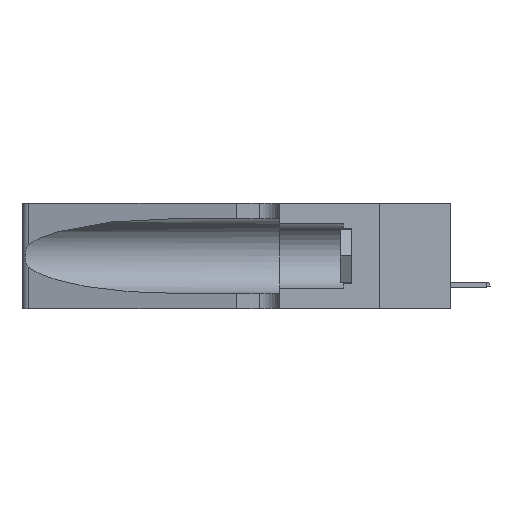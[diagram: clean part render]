
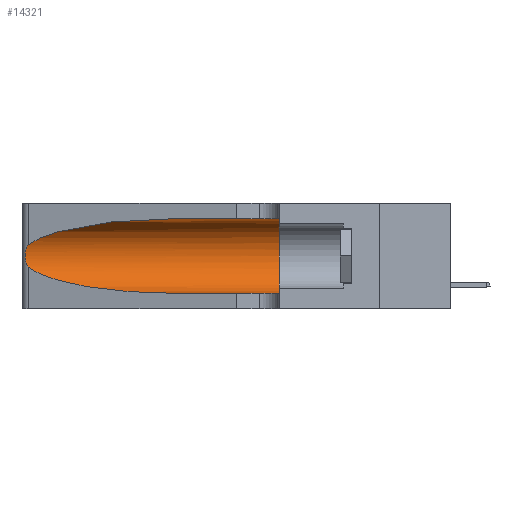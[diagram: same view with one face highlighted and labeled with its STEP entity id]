
A CAD part, left-side view. The second image highlights one B-rep face of the part: STEP entity #14321.
In plain terms, the highlighted cylindrical face has radius 3.308 mm (diameter 6.617 mm), a partial arc.
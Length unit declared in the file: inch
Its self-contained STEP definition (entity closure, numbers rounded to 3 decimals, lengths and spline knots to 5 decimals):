
#911 = CARTESIAN_POINT ( 'NONE',  ( 0.25555, 1.22994, 0.2215 ) ) ;
#2224 = ORIENTED_EDGE ( 'NONE', *, *, #29071, .F. ) ;
#2629 = EDGE_CURVE ( 'NONE', #32991, #38828, #35527, .T. ) ;
#2844 = DIRECTION ( 'NONE',  ( 0., 0., -1. ) ) ;
#4773 = ORIENTED_EDGE ( 'NONE', *, *, #2629, .T. ) ;
#5620 = CARTESIAN_POINT ( 'NONE',  ( 0.2373, 1.15595, 0.28018 ) ) ;
#6126 = CYLINDRICAL_SURFACE ( 'NONE', #26200, 0.13025 ) ;
#6559 = VERTEX_POINT ( 'NONE', #38465 ) ;
#6809 = DIRECTION ( 'NONE',  ( 0., -1., 0. ) ) ;
#7015 = LINE ( 'NONE', #29951, #42311 ) ;
#7669 = CARTESIAN_POINT ( 'NONE',  ( 0.26075, 1.23896, 0.178 ) ) ;
#9019 = ORIENTED_EDGE ( 'NONE', *, *, #22831, .T. ) ;
#9250 = VECTOR ( 'NONE', #36118, 39.37008 ) ;
#10209 = CARTESIAN_POINT ( 'NONE',  ( 0.1305, 0.35, 0.185 ) ) ;
#10432 = DIRECTION ( 'NONE',  ( 0., 1., 0. ) ) ;
#10867 = B_SPLINE_CURVE_WITH_KNOTS ( 'NONE', 3,
 ( #30777, #911, #14232, #27513, #40834, #10964, #37560, #7669, #16159, #41898, #22457, #22032, #12039, #42116 ),
 .UNSPECIFIED., .F., .F.,
 ( 4, 2, 2, 2, 2, 2, 4 ),
 ( 0., 0.00027, 0.00053, 0.00107, 0.0016, 0.00187, 0.00214 ),
 .UNSPECIFIED. ) ;
#10964 = CARTESIAN_POINT ( 'NONE',  ( 0.26018, 1.23835, 0.19895 ) ) ;
#11923 = ORIENTED_EDGE ( 'NONE', *, *, #25172, .F. ) ;
#12039 = CARTESIAN_POINT ( 'NONE',  ( 0.25555, 1.22993, 0.14849 ) ) ;
#12799 = CARTESIAN_POINT ( 'NONE',  ( 0.1305, 0.72297, 0.31525 ) ) ;
#13603 = CARTESIAN_POINT ( 'NONE',  ( 0.1305, 0.35, 0.05475 ) ) ;
#14106 = VERTEX_POINT ( 'NONE', #13603 ) ;
#14232 = CARTESIAN_POINT ( 'NONE',  ( 0.25639, 1.23184, 0.21858 ) ) ;
#14321 = ADVANCED_FACE ( 'NONE', ( #22472 ), #6126, .F. ) ;
#16159 = CARTESIAN_POINT ( 'NONE',  ( 0.26017, 1.23833, 0.17102 ) ) ;
#19167 = VERTEX_POINT ( 'NONE', #35808 ) ;
#19368 =( BOUNDED_CURVE ( )  B_SPLINE_CURVE ( 3, ( #41645, #28554, #5620, #41852 ),
 .UNSPECIFIED., .F., .F. ) 
 B_SPLINE_CURVE_WITH_KNOTS ( ( 4, 4 ),
 ( 1.5708, 2.84003 ),
 .UNSPECIFIED. ) 
 CURVE ( )  GEOMETRIC_REPRESENTATION_ITEM ( )  RATIONAL_B_SPLINE_CURVE ( ( 1., 0.87, 0.87, 1. ) ) 
 REPRESENTATION_ITEM ( '' )  );
#19433 = DIRECTION ( 'NONE',  ( 0., -1., 0. ) ) ;
#19522 = CARTESIAN_POINT ( 'NONE',  ( 0.25487, 1.22718, 0.14631 ) ) ;
#20018 = DIRECTION ( 'NONE',  ( 0., 0., 1. ) ) ;
#21413 = CARTESIAN_POINT ( 'NONE',  ( 0.1305, 0.72297, 0.05475 ) ) ;
#22032 = CARTESIAN_POINT ( 'NONE',  ( 0.25639, 1.23186, 0.15144 ) ) ;
#22457 = CARTESIAN_POINT ( 'NONE',  ( 0.25789, 1.23486, 0.15765 ) ) ;
#22472 = FACE_OUTER_BOUND ( 'NONE', #24114, .T. ) ;
#22703 = CARTESIAN_POINT ( 'NONE',  ( 0.25487, 1.22718, 0.14631 ) ) ;
#22831 = EDGE_CURVE ( 'NONE', #6559, #32991, #10867, .T. ) ;
#24114 = EDGE_LOOP ( 'NONE', ( #40364, #9019, #4773, #32540, #2224, #11923 ) ) ;
#25172 = EDGE_CURVE ( 'NONE', #38030, #19167, #39601, .T. ) ;
#26200 = AXIS2_PLACEMENT_3D ( 'NONE', #32730, #19433, #2844 ) ;
#26291 = CARTESIAN_POINT ( 'NONE',  ( 0.1305, 1.61858, 0.31525 ) ) ;
#27513 = CARTESIAN_POINT ( 'NONE',  ( 0.25787, 1.23484, 0.2124 ) ) ;
#27676 = EDGE_CURVE ( 'NONE', #38030, #6559, #19368, .T. ) ;
#28554 = CARTESIAN_POINT ( 'NONE',  ( 0.18966, 0.96281, 0.31525 ) ) ;
#29071 = EDGE_CURVE ( 'NONE', #19167, #14106, #40510, .T. ) ;
#29951 = CARTESIAN_POINT ( 'NONE',  ( 0.1305, 1.61858, 0.05475 ) ) ;
#30777 = CARTESIAN_POINT ( 'NONE',  ( 0.25487, 1.22718, 0.22369 ) ) ;
#32540 = ORIENTED_EDGE ( 'NONE', *, *, #37182, .T. ) ;
#32730 = CARTESIAN_POINT ( 'NONE',  ( 0.1305, 1.61858, 0.185 ) ) ;
#32991 = VERTEX_POINT ( 'NONE', #19522 ) ;
#35381 = CARTESIAN_POINT ( 'NONE',  ( 0.18966, 0.96281, 0.05475 ) ) ;
#35527 =( BOUNDED_CURVE ( )  B_SPLINE_CURVE ( 3, ( #22703, #41934, #35381, #42153 ),
 .UNSPECIFIED., .F., .F. ) 
 B_SPLINE_CURVE_WITH_KNOTS ( ( 4, 4 ),
 ( 3.44316, 4.71239 ),
 .UNSPECIFIED. ) 
 CURVE ( )  GEOMETRIC_REPRESENTATION_ITEM ( )  RATIONAL_B_SPLINE_CURVE ( ( 1., 0.87, 0.87, 1. ) ) 
 REPRESENTATION_ITEM ( '' )  );
#35808 = CARTESIAN_POINT ( 'NONE',  ( 0.1305, 0.35, 0.31525 ) ) ;
#36118 = DIRECTION ( 'NONE',  ( 0., -1., 0. ) ) ;
#37182 = EDGE_CURVE ( 'NONE', #38828, #14106, #7015, .T. ) ;
#37560 = CARTESIAN_POINT ( 'NONE',  ( 0.26075, 1.23896, 0.19203 ) ) ;
#38030 = VERTEX_POINT ( 'NONE', #12799 ) ;
#38465 = CARTESIAN_POINT ( 'NONE',  ( 0.25487, 1.22718, 0.22369 ) ) ;
#38828 = VERTEX_POINT ( 'NONE', #21413 ) ;
#39601 = LINE ( 'NONE', #26291, #9250 ) ;
#40364 = ORIENTED_EDGE ( 'NONE', *, *, #27676, .T. ) ;
#40510 = CIRCLE ( 'NONE', #42635, 0.13025 ) ;
#40834 = CARTESIAN_POINT ( 'NONE',  ( 0.25854, 1.2359, 0.20912 ) ) ;
#41645 = CARTESIAN_POINT ( 'NONE',  ( 0.1305, 0.72297, 0.31525 ) ) ;
#41852 = CARTESIAN_POINT ( 'NONE',  ( 0.25487, 1.22718, 0.22369 ) ) ;
#41898 = CARTESIAN_POINT ( 'NONE',  ( 0.25856, 1.23593, 0.16098 ) ) ;
#41934 = CARTESIAN_POINT ( 'NONE',  ( 0.2373, 1.15595, 0.08982 ) ) ;
#42116 = CARTESIAN_POINT ( 'NONE',  ( 0.25487, 1.22718, 0.14631 ) ) ;
#42153 = CARTESIAN_POINT ( 'NONE',  ( 0.1305, 0.72297, 0.05475 ) ) ;
#42311 = VECTOR ( 'NONE', #6809, 39.37008 ) ;
#42635 = AXIS2_PLACEMENT_3D ( 'NONE', #10209, #10432, #20018 ) ;
